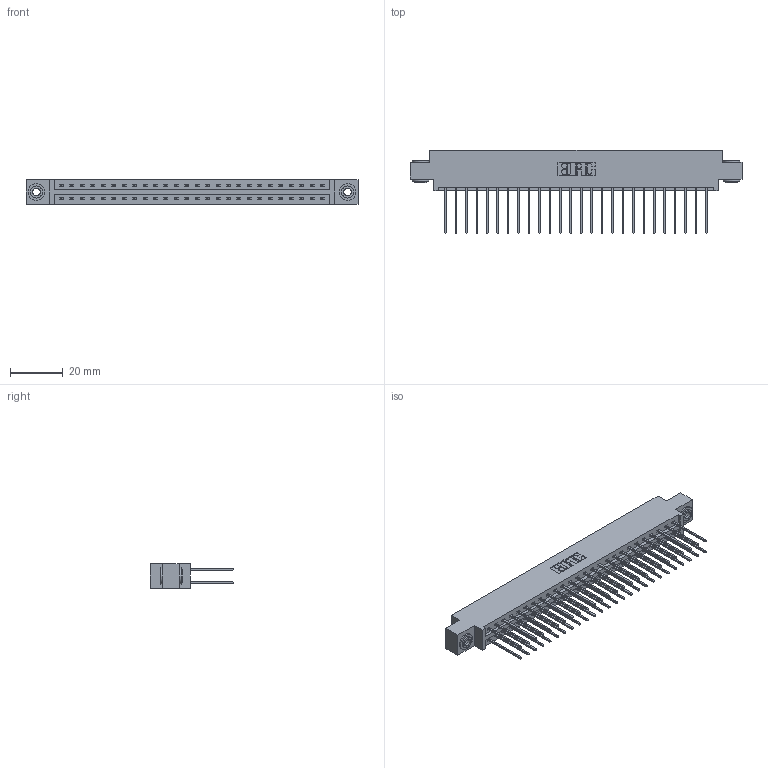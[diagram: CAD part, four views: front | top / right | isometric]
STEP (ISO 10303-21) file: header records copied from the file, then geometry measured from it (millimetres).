
FILE_DESCRIPTION (( 'STEP AP203' ), '1' );
FILE_NAME ('387-052-542-803.STEP', '2018-09-20T21:04:50', ( '' ), ( '' ), 'SwSTEP 2.0', 'SolidWorks 2016', '' );
FILE_SCHEMA (( 'CONFIG_CONTROL_DESIGN' ));
Length unit declared in the file: inch
Products named in the file (4): 345-292-001_345-293-142; 345-250-002_345-250-002-102; 387-052-542-803; 337 Part_0.170 Offset - 0.156 Dia-TH
Assembly tree (55 placements, depth 2):
  387-052-542-803
    337 Part_0.170 Offset - 0.156 Dia-TH
    345-292-001_345-293-142  x52
    345-250-002_345-250-002-102  x2
Bounding box: 126.03 x 31.63 x 9.4 mm (x, y, z)
Volume: 13213.9 mm3; surface area: 16323.6 mm2
Topology: 55 solids, 55 shells, 2964 faces, 8771 edges, 5774 vertices
Faces by surface type: plane 2060, cylinder 896, cone 8
Entity records: 23028 total; most frequent: CARTESIAN_POINT 3869, ORIENTED_EDGE 3798, DIRECTION 3353, EDGE_CURVE 1899, LINE 1747, VECTOR 1747, VERTEX_POINT 1262, AXIS2_PLACEMENT_3D 803
